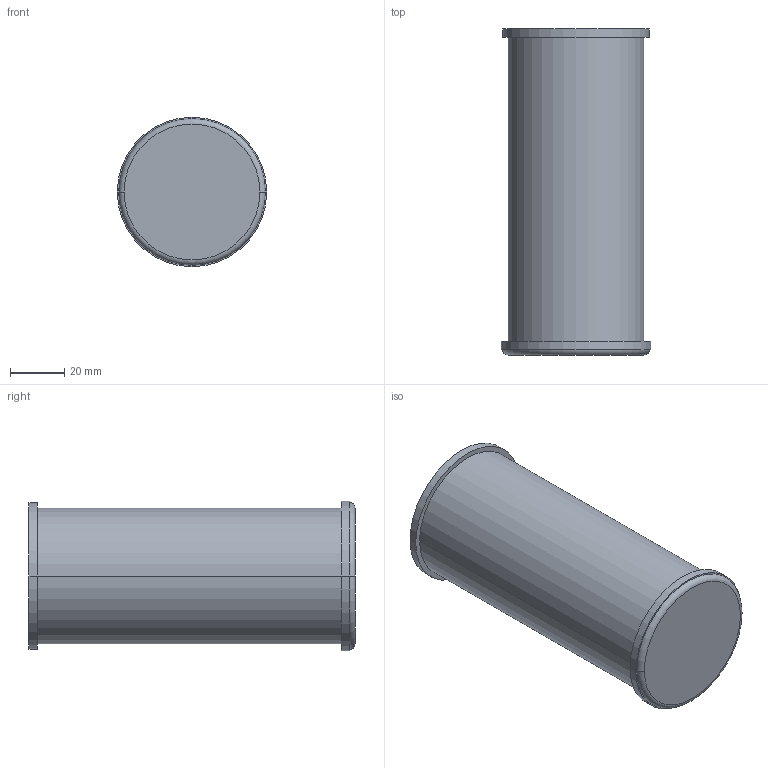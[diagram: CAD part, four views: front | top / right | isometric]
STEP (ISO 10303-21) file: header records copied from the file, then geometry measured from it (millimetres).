
FILE_DESCRIPTION (( 'STEP AP214' ), '1' );
FILE_NAME ('F001897_3D.step', '2022-10-10T15:14:30', ( '' ), ( '' ), 'SwSTEP 2.0', 'SolidWorks 2020', '' );
FILE_SCHEMA (( 'AUTOMOTIVE_DESIGN' ));
Length unit declared in the file: millimetre
Products named in the file (1): F001897_3D
Bounding box: 55 x 120 x 55 mm (x, y, z)
Volume: 238111.2 mm3; surface area: 24405.7 mm2
Topology: 1 solids, 1 shells, 25 faces, 48 edges, 32 vertices
Faces by surface type: cylinder 14, plane 9, torus 2
Entity records: 690 total; most frequent: DIRECTION 134, CARTESIAN_POINT 106, ORIENTED_EDGE 96, AXIS2_PLACEMENT_3D 60, EDGE_CURVE 48, CIRCLE 34, VERTEX_POINT 32, EDGE_LOOP 32
